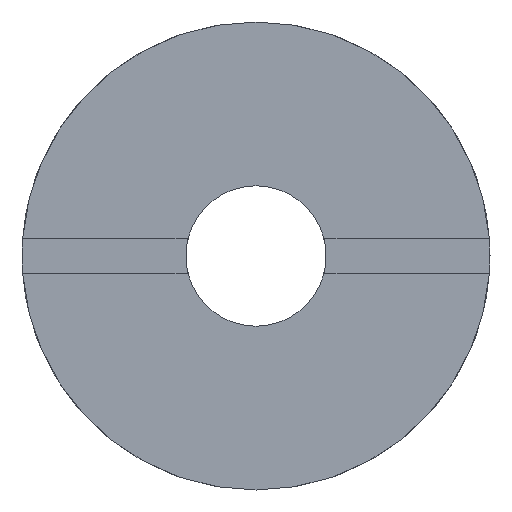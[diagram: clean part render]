
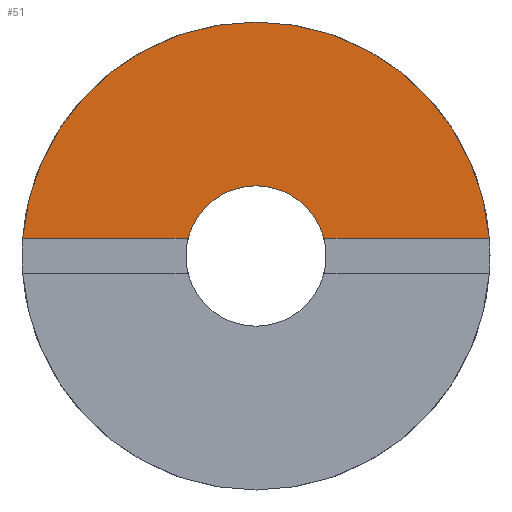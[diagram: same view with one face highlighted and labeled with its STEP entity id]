
A CAD part, front view. The second image highlights one B-rep face of the part: STEP entity #51.
In plain terms, the highlighted planar face has unit normal (0, -1, 0).
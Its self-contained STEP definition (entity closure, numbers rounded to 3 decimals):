
#51=ADVANCED_FACE('',(#110),#111,.F.);
#110=FACE_OUTER_BOUND('',#177,.T.);
#111=PLANE('',#178);
#177=EDGE_LOOP('',(#266,#267,#268,#269,#270,#271));
#178=AXIS2_PLACEMENT_3D('',#272,#273,#274);
#266=ORIENTED_EDGE('',*,*,#426,.F.);
#267=ORIENTED_EDGE('',*,*,#427,.T.);
#268=ORIENTED_EDGE('',*,*,#421,.T.);
#269=ORIENTED_EDGE('',*,*,#428,.T.);
#270=ORIENTED_EDGE('',*,*,#429,.T.);
#271=ORIENTED_EDGE('',*,*,#402,.F.);
#272=CARTESIAN_POINT('',(10.0,-29.0,0.0));
#273=DIRECTION('',(0.,1.0,0.0));
#274=DIRECTION('',(0.0,0.0,1.0));
#402=EDGE_CURVE('',#472,#474,#475,.T.);
#421=EDGE_CURVE('',#509,#507,#510,.T.);
#426=EDGE_CURVE('',#517,#472,#518,.T.);
#427=EDGE_CURVE('',#517,#509,#519,.T.);
#428=EDGE_CURVE('',#507,#520,#521,.T.);
#429=EDGE_CURVE('',#520,#474,#522,.T.);
#472=VERTEX_POINT('',#572);
#474=VERTEX_POINT('',#575);
#475=CIRCLE('',#576,10.0);
#507=VERTEX_POINT('',#615);
#509=VERTEX_POINT('',#618);
#510=CIRCLE('',#619,3.);
#517=VERTEX_POINT('',#628);
#518=CIRCLE('',#629,10.0);
#519=LINE('',#630,#631);
#520=VERTEX_POINT('',#632);
#521=CIRCLE('',#633,3.);
#522=LINE('',#634,#635);
#572=CARTESIAN_POINT('',(0.,-29.0,10.0));
#575=CARTESIAN_POINT('',(9.972,-29.0,0.75));
#576=AXIS2_PLACEMENT_3D('',#694,#695,#696);
#615=CARTESIAN_POINT('',(0.,-29.0,3.));
#618=CARTESIAN_POINT('',(-2.905,-29.0,0.75));
#619=AXIS2_PLACEMENT_3D('',#726,#727,#728);
#628=CARTESIAN_POINT('',(-9.972,-29.0,0.75));
#629=AXIS2_PLACEMENT_3D('',#734,#735,#736);
#630=CARTESIAN_POINT('',(10.0,-29.0,0.75));
#631=VECTOR('',#737,1000.0);
#632=CARTESIAN_POINT('',(2.905,-29.0,0.75));
#633=AXIS2_PLACEMENT_3D('',#738,#739,#740);
#634=CARTESIAN_POINT('',(10.0,-29.0,0.75));
#635=VECTOR('',#741,1000.0);
#694=CARTESIAN_POINT('',(0.,-29.0,0.0));
#695=DIRECTION('',(0.,1.0,0.0));
#696=DIRECTION('',(0.0,0.0,1.0));
#726=CARTESIAN_POINT('',(0.,-29.0,0.0));
#727=DIRECTION('',(0.,1.0,0.0));
#728=DIRECTION('',(0.0,0.0,1.0));
#734=CARTESIAN_POINT('',(0.,-29.0,0.0));
#735=DIRECTION('',(0.,1.0,0.0));
#736=DIRECTION('',(0.0,0.0,1.0));
#737=DIRECTION('',(1.0,0.,0.0));
#738=CARTESIAN_POINT('',(0.,-29.0,0.0));
#739=DIRECTION('',(0.,1.0,0.0));
#740=DIRECTION('',(0.0,0.0,1.0));
#741=DIRECTION('',(1.0,0.,0.0));
